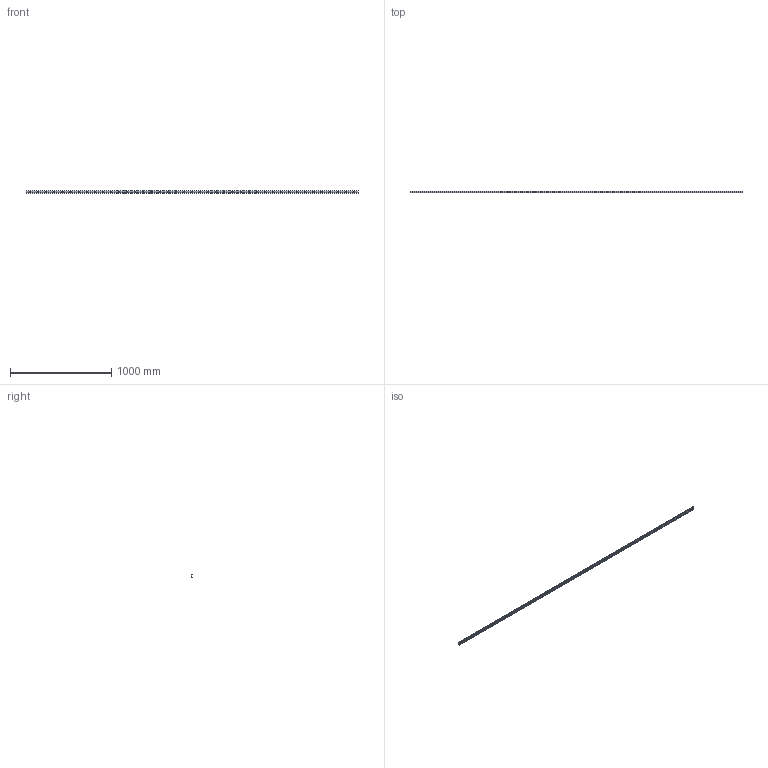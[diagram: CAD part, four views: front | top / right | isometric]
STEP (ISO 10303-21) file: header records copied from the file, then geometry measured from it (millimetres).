
FILE_DESCRIPTION((''),'2;1');
FILE_NAME('LCU 28H-3280.V.stp','2016-05-04T10:27:33',('MRathmann'),(''),'Autodesk Inventor 2012','Autodesk Inventor 2012','');
FILE_SCHEMA(('CONFIG_CONTROL_DESIGN'));
Length unit declared in the file: millimetre
Products named in the file (1): LCU 28H-3280.V
Bounding box: 3280 x 12.3 x 28 mm (x, y, z)
Volume: 498053.5 mm3; surface area: 310442.7 mm2
Topology: 1 solids, 1 shells, 102 faces, 300 edges, 200 vertices
Faces by surface type: cylinder 50, cone 41, plane 11
Full cylindrical faces by diameter (mm): 5.5 x41
Entity records: 2876 total; most frequent: DIRECTION 524, CARTESIAN_POINT 439, ORIENTED_EDGE 354, EDGE_LOOP 266, AXIS2_PLACEMENT_3D 244, EDGE_CURVE 177, FACE_BOUND 164, VERTEX_POINT 159
